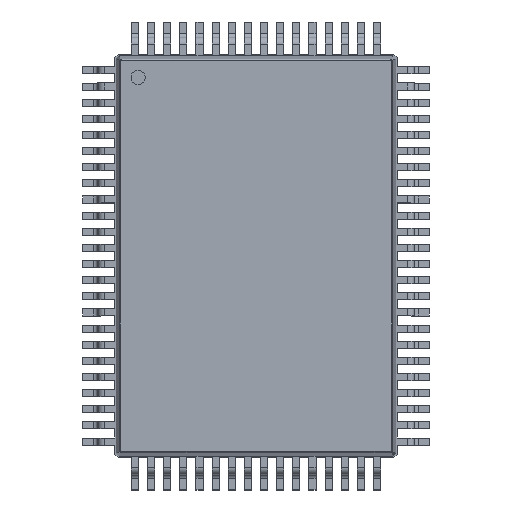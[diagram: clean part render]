
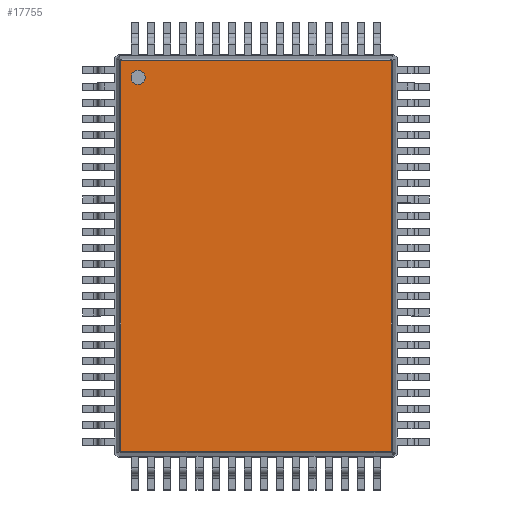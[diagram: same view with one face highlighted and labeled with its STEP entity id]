
A CAD part, top view. The second image highlights one B-rep face of the part: STEP entity #17755.
In plain terms, the highlighted planar face has unit normal (0, 0, 1).
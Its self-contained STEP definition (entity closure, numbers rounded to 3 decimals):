
#9249 = VERTEX_POINT('',#9250);
#9250 = CARTESIAN_POINT('',(-6.702,-9.68,2.8));
#9543 = EDGE_CURVE('',#9249,#9544,#9546,.T.);
#9544 = VERTEX_POINT('',#9545);
#9545 = CARTESIAN_POINT('',(-6.702,9.68,2.8));
#9546 = B_SPLINE_CURVE_WITH_KNOTS('',2,(#9547,#9548,#9549,#9550,#9551),
.UNSPECIFIED.,.F.,.F.,(3,1,1,3),(-0.993,-0.043,
19.439,20.389),.UNSPECIFIED.);
#9547 = CARTESIAN_POINT('',(-6.702,-10.691,2.8));
#9548 = CARTESIAN_POINT('',(-6.702,-10.216,2.8));
#9549 = CARTESIAN_POINT('',(-6.702,0.,2.8));
#9550 = CARTESIAN_POINT('',(-6.702,10.216,2.8));
#9551 = CARTESIAN_POINT('',(-6.702,10.691,2.8));
#17103 = EDGE_CURVE('',#9544,#17104,#17106,.T.);
#17104 = VERTEX_POINT('',#17105);
#17105 = CARTESIAN_POINT('',(-6.68,9.702,2.8));
#17106 = B_SPLINE_CURVE_WITH_KNOTS('',2,(#17107,#17108,#17109,#17110,
#17111),.UNSPECIFIED.,.F.,.F.,(3,1,1,3),(-0.346,
-0.043,0.111,0.414),.UNSPECIFIED.);
#17107 = CARTESIAN_POINT('',(-6.96,9.423,2.8));
#17108 = CARTESIAN_POINT('',(-6.853,9.53,2.8));
#17109 = CARTESIAN_POINT('',(-6.691,9.691,2.8));
#17110 = CARTESIAN_POINT('',(-6.53,9.853,2.8));
#17111 = CARTESIAN_POINT('',(-6.423,9.96,2.8));
#17430 = VERTEX_POINT('',#17431);
#17431 = CARTESIAN_POINT('',(-6.68,-9.702,2.8));
#17730 = EDGE_CURVE('',#17430,#9249,#17731,.T.);
#17731 = B_SPLINE_CURVE_WITH_KNOTS('',2,(#17732,#17733,#17734,#17735,
#17736),.UNSPECIFIED.,.F.,.F.,(3,1,1,3),(-0.346,
-0.043,0.111,0.414),.UNSPECIFIED.);
#17732 = CARTESIAN_POINT('',(-6.423,-9.96,2.8));
#17733 = CARTESIAN_POINT('',(-6.53,-9.853,2.8));
#17734 = CARTESIAN_POINT('',(-6.691,-9.691,2.8));
#17735 = CARTESIAN_POINT('',(-6.853,-9.53,2.8));
#17736 = CARTESIAN_POINT('',(-6.96,-9.423,2.8));
#17755 = ADVANCED_FACE('',(#17756,#17809),#17820,.T.);
#17756 = FACE_BOUND('',#17757,.T.);
#17757 = EDGE_LOOP('',(#17758,#17759,#17769,#17779,#17789,#17799,#17807,
#17808));
#17758 = ORIENTED_EDGE('',*,*,#17730,.F.);
#17759 = ORIENTED_EDGE('',*,*,#17760,.F.);
#17760 = EDGE_CURVE('',#17761,#17430,#17763,.T.);
#17761 = VERTEX_POINT('',#17762);
#17762 = CARTESIAN_POINT('',(6.68,-9.702,2.8));
#17763 = B_SPLINE_CURVE_WITH_KNOTS('',2,(#17764,#17765,#17766,#17767,
#17768),.UNSPECIFIED.,.F.,.F.,(3,1,1,3),(-0.699,
-0.043,13.439,14.095),.UNSPECIFIED.);
#17764 = CARTESIAN_POINT('',(7.397,-9.702,2.8));
#17765 = CARTESIAN_POINT('',(7.069,-9.702,2.8));
#17766 = CARTESIAN_POINT('',(0.,-9.702,2.8));
#17767 = CARTESIAN_POINT('',(-7.069,-9.702,2.8));
#17768 = CARTESIAN_POINT('',(-7.397,-9.702,2.8));
#17769 = ORIENTED_EDGE('',*,*,#17770,.F.);
#17770 = EDGE_CURVE('',#17771,#17761,#17773,.T.);
#17771 = VERTEX_POINT('',#17772);
#17772 = CARTESIAN_POINT('',(6.702,-9.68,2.8));
#17773 = B_SPLINE_CURVE_WITH_KNOTS('',2,(#17774,#17775,#17776,#17777,
#17778),.UNSPECIFIED.,.F.,.F.,(3,1,1,3),(-0.346,
-0.043,0.111,0.414),.UNSPECIFIED.);
#17774 = CARTESIAN_POINT('',(6.96,-9.423,2.8));
#17775 = CARTESIAN_POINT('',(6.853,-9.53,2.8));
#17776 = CARTESIAN_POINT('',(6.691,-9.691,2.8));
#17777 = CARTESIAN_POINT('',(6.53,-9.853,2.8));
#17778 = CARTESIAN_POINT('',(6.423,-9.96,2.8));
#17779 = ORIENTED_EDGE('',*,*,#17780,.F.);
#17780 = EDGE_CURVE('',#17781,#17771,#17783,.T.);
#17781 = VERTEX_POINT('',#17782);
#17782 = CARTESIAN_POINT('',(6.702,9.68,2.8));
#17783 = B_SPLINE_CURVE_WITH_KNOTS('',2,(#17784,#17785,#17786,#17787,
#17788),.UNSPECIFIED.,.F.,.F.,(3,1,1,3),(-0.993,
-0.043,19.439,20.389),.UNSPECIFIED.);
#17784 = CARTESIAN_POINT('',(6.702,10.691,2.8));
#17785 = CARTESIAN_POINT('',(6.702,10.216,2.8));
#17786 = CARTESIAN_POINT('',(6.702,0.,2.8));
#17787 = CARTESIAN_POINT('',(6.702,-10.216,2.8));
#17788 = CARTESIAN_POINT('',(6.702,-10.691,2.8));
#17789 = ORIENTED_EDGE('',*,*,#17790,.F.);
#17790 = EDGE_CURVE('',#17791,#17781,#17793,.T.);
#17791 = VERTEX_POINT('',#17792);
#17792 = CARTESIAN_POINT('',(6.68,9.702,2.8));
#17793 = B_SPLINE_CURVE_WITH_KNOTS('',2,(#17794,#17795,#17796,#17797,
#17798),.UNSPECIFIED.,.F.,.F.,(3,1,1,3),(-0.346,
-0.043,0.111,0.414),.UNSPECIFIED.);
#17794 = CARTESIAN_POINT('',(6.423,9.96,2.8));
#17795 = CARTESIAN_POINT('',(6.53,9.853,2.8));
#17796 = CARTESIAN_POINT('',(6.691,9.691,2.8));
#17797 = CARTESIAN_POINT('',(6.853,9.53,2.8));
#17798 = CARTESIAN_POINT('',(6.96,9.423,2.8));
#17799 = ORIENTED_EDGE('',*,*,#17800,.F.);
#17800 = EDGE_CURVE('',#17104,#17791,#17801,.T.);
#17801 = B_SPLINE_CURVE_WITH_KNOTS('',2,(#17802,#17803,#17804,#17805,
#17806),.UNSPECIFIED.,.F.,.F.,(3,1,1,3),(-0.699,
-0.043,13.439,14.095),.UNSPECIFIED.);
#17802 = CARTESIAN_POINT('',(-7.397,9.702,2.8));
#17803 = CARTESIAN_POINT('',(-7.069,9.702,2.8));
#17804 = CARTESIAN_POINT('',(0.,9.702,2.8));
#17805 = CARTESIAN_POINT('',(7.069,9.702,2.8));
#17806 = CARTESIAN_POINT('',(7.397,9.702,2.8));
#17807 = ORIENTED_EDGE('',*,*,#17103,.F.);
#17808 = ORIENTED_EDGE('',*,*,#9543,.F.);
#17809 = FACE_BOUND('',#17810,.T.);
#17810 = EDGE_LOOP('',(#17811));
#17811 = ORIENTED_EDGE('',*,*,#17812,.F.);
#17812 = EDGE_CURVE('',#17813,#17813,#17815,.T.);
#17813 = VERTEX_POINT('',#17814);
#17814 = CARTESIAN_POINT('',(-5.846,8.496,2.8));
#17815 = CIRCLE('',#17816,0.35);
#17816 = AXIS2_PLACEMENT_3D('',#17817,#17818,#17819);
#17817 = CARTESIAN_POINT('',(-5.846,8.846,2.8));
#17818 = DIRECTION('',(0.,0.,1.));
#17819 = DIRECTION('',(0.,-1.,0.));
#17820 = PLANE('',#17821);
#17821 = AXIS2_PLACEMENT_3D('',#17822,#17823,#17824);
#17822 = CARTESIAN_POINT('',(-6.698,9.746,2.8));
#17823 = DIRECTION('',(0.,0.,1.));
#17824 = DIRECTION('',(0.566,-0.824,0.));
